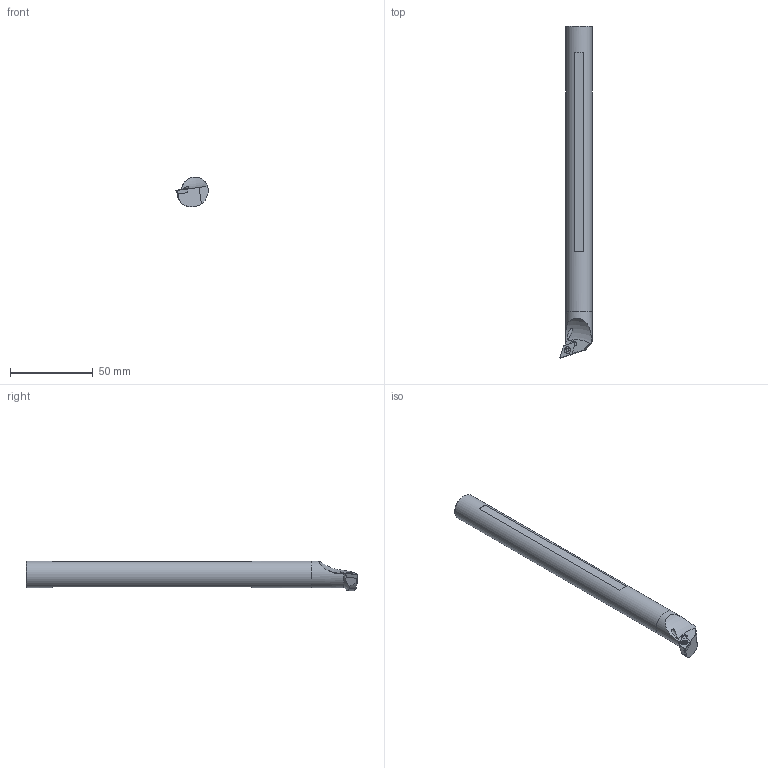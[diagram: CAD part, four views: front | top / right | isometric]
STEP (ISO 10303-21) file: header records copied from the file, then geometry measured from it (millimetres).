
FILE_DESCRIPTION(/* description */ ('Unknown'),/* implementation_level */ '2;1');
FILE_NAME(/* name */ 'E16Q SDQCL 07',/* time_stamp */ '2021-06-30T14:29:16+08:00',/* author */ ('Unknown'),/* organization */ ('Unknown'),/* preprocessor_version */ 'ST-DEVELOPER v16.7',/* originating_system */ 'DEX',/* authorisation */ $);
FILE_SCHEMA (('AUTOMOTIVE_DESIGN {1 0 10303 214 3 1 1}'));
Length unit declared in the file: millimetre
Products named in the file (5): E16Q SDQCL 07; M2-5-5L; DCMT 070202; 1628SDQC_mir; 16Q
Assembly tree (4 placements, depth 2):
  E16Q SDQCL 07
    M2-5-5L
    DCMT 070202
    1628SDQC_mir
    16Q
Bounding box: 19.55 x 200.02 x 18 mm (x, y, z)
Volume: 34628.8 mm3; surface area: 13569.2 mm2
Topology: 4 solids, 4 shells, 75 faces, 188 edges, 124 vertices
Faces by surface type: plane 42, cylinder 28, cone 4, torus 1
Full cylindrical faces by diameter (mm): 2 x1, 2.5 x1, 2.8 x1, 3.8 x1, 4 x2, 5 x1, 16 x2
Entity records: 2335 total; most frequent: CARTESIAN_POINT 444, DIRECTION 383, ORIENTED_EDGE 338, EDGE_CURVE 169, AXIS2_PLACEMENT_3D 142, VERTEX_POINT 118, LINE 99, VECTOR 99
